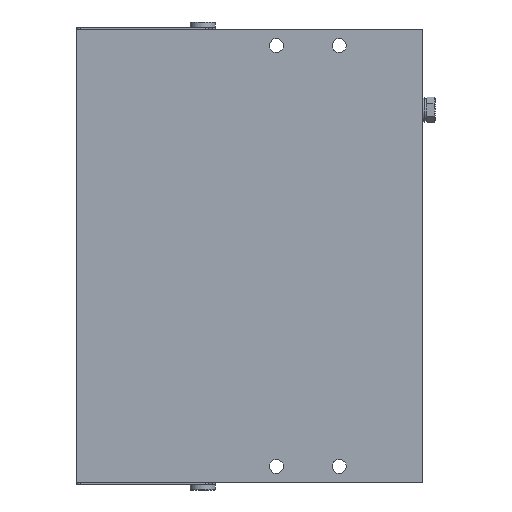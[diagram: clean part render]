
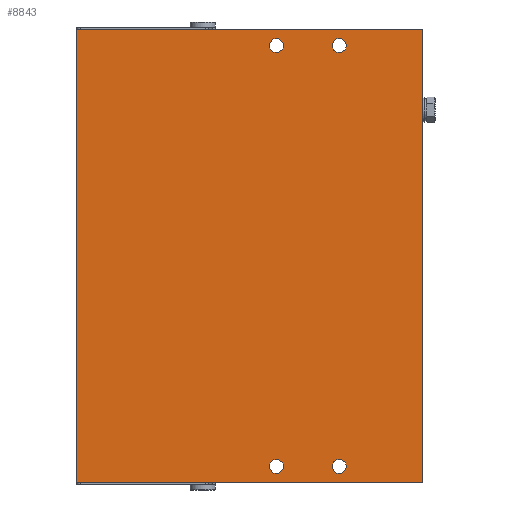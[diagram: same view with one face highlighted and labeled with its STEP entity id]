
A CAD part, front view. The second image highlights one B-rep face of the part: STEP entity #8843.
In plain terms, the highlighted planar face has unit normal (0, -1, 0).
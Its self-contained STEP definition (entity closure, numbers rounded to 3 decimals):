
#529=CIRCLE('',#9895,2.25);
#530=CIRCLE('',#9896,2.25);
#531=CIRCLE('',#9897,2.25);
#532=CIRCLE('',#9898,2.25);
#1178=ORIENTED_EDGE('',*,*,#3501,.T.);
#1179=ORIENTED_EDGE('',*,*,#3502,.T.);
#1180=ORIENTED_EDGE('',*,*,#3503,.T.);
#1181=ORIENTED_EDGE('',*,*,#3504,.T.);
#1182=ORIENTED_EDGE('',*,*,#3505,.T.);
#1183=ORIENTED_EDGE('',*,*,#3506,.F.);
#1184=ORIENTED_EDGE('',*,*,#3478,.F.);
#1185=ORIENTED_EDGE('',*,*,#3171,.T.);
#3171=EDGE_CURVE('',#4338,#4337,#5230,.T.);
#3478=EDGE_CURVE('',#4338,#4630,#5399,.T.);
#3501=EDGE_CURVE('',#4661,#4661,#529,.T.);
#3502=EDGE_CURVE('',#4662,#4662,#530,.T.);
#3503=EDGE_CURVE('',#4663,#4663,#531,.T.);
#3504=EDGE_CURVE('',#4664,#4664,#532,.T.);
#3505=EDGE_CURVE('',#4337,#4665,#5412,.T.);
#3506=EDGE_CURVE('',#4630,#4665,#5413,.T.);
#4337=VERTEX_POINT('',#13593);
#4338=VERTEX_POINT('',#13595);
#4630=VERTEX_POINT('',#14183);
#4661=VERTEX_POINT('',#14279);
#4662=VERTEX_POINT('',#14281);
#4663=VERTEX_POINT('',#14283);
#4664=VERTEX_POINT('',#14285);
#4665=VERTEX_POINT('',#14287);
#5230=LINE('',#13594,#5899);
#5399=LINE('',#14208,#6068);
#5412=LINE('',#14286,#6081);
#5413=LINE('',#14288,#6082);
#5899=VECTOR('',#10805,1000.);
#6068=VECTOR('',#11254,1000.);
#6081=VECTOR('',#11301,1000.);
#6082=VECTOR('',#11302,1000.);
#6696=EDGE_LOOP('',(#1178));
#6697=EDGE_LOOP('',(#1179));
#6698=EDGE_LOOP('',(#1180));
#6699=EDGE_LOOP('',(#1181));
#6700=EDGE_LOOP('',(#1182,#1183,#1184,#1185));
#7661=FACE_BOUND('',#6696,.T.);
#7662=FACE_BOUND('',#6697,.T.);
#7663=FACE_BOUND('',#6698,.T.);
#7664=FACE_BOUND('',#6699,.T.);
#7665=FACE_BOUND('',#6700,.T.);
#8516=PLANE('',#9894);
#8843=ADVANCED_FACE('',(#7661,#7662,#7663,#7664,#7665),#8516,.F.);
#9894=AXIS2_PLACEMENT_3D('',#14277,#11291,#11292);
#9895=AXIS2_PLACEMENT_3D('',#14278,#11293,#11294);
#9896=AXIS2_PLACEMENT_3D('',#14280,#11295,#11296);
#9897=AXIS2_PLACEMENT_3D('',#14282,#11297,#11298);
#9898=AXIS2_PLACEMENT_3D('',#14284,#11299,#11300);
#10805=DIRECTION('',(0.,0.,-1.));
#11254=DIRECTION('',(1.,0.,0.));
#11291=DIRECTION('',(0.,1.,0.));
#11292=DIRECTION('',(0.,0.,1.));
#11293=DIRECTION('',(0.,1.,0.));
#11294=DIRECTION('',(0.,0.,1.));
#11295=DIRECTION('',(0.,1.,0.));
#11296=DIRECTION('',(0.,0.,1.));
#11297=DIRECTION('',(0.,1.,0.));
#11298=DIRECTION('',(0.,0.,1.));
#11299=DIRECTION('',(0.,1.,0.));
#11300=DIRECTION('',(0.,0.,1.));
#11301=DIRECTION('',(1.,0.,0.));
#11302=DIRECTION('',(0.,0.,-1.));
#13593=CARTESIAN_POINT('',(0.,-33.8,0.));
#13594=CARTESIAN_POINT('',(0.,-33.8,144.));
#13595=CARTESIAN_POINT('',(0.,-33.8,144.));
#14183=CARTESIAN_POINT('',(110.,-33.8,144.));
#14208=CARTESIAN_POINT('',(0.,-33.8,144.));
#14277=CARTESIAN_POINT('',(0.,-33.8,144.));
#14278=CARTESIAN_POINT('',(46.5,-33.8,5.));
#14279=CARTESIAN_POINT('',(46.5,-33.8,7.25));
#14280=CARTESIAN_POINT('',(26.5,-33.8,139.));
#14281=CARTESIAN_POINT('',(26.5,-33.8,141.25));
#14282=CARTESIAN_POINT('',(46.5,-33.8,139.));
#14283=CARTESIAN_POINT('',(46.5,-33.8,141.25));
#14284=CARTESIAN_POINT('',(26.5,-33.8,5.));
#14285=CARTESIAN_POINT('',(26.5,-33.8,7.25));
#14286=CARTESIAN_POINT('',(0.,-33.8,0.));
#14287=CARTESIAN_POINT('',(110.,-33.8,0.));
#14288=CARTESIAN_POINT('',(110.,-33.8,144.));
